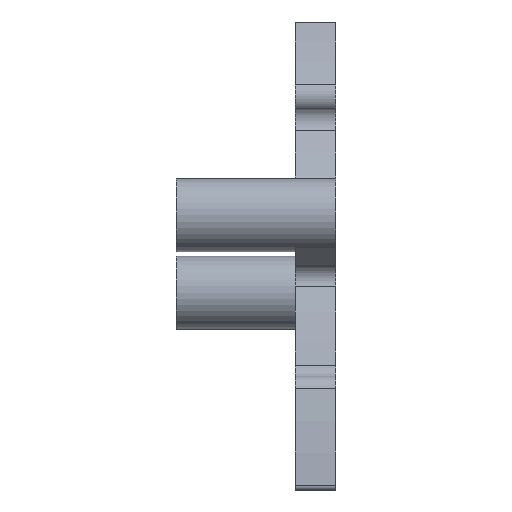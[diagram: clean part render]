
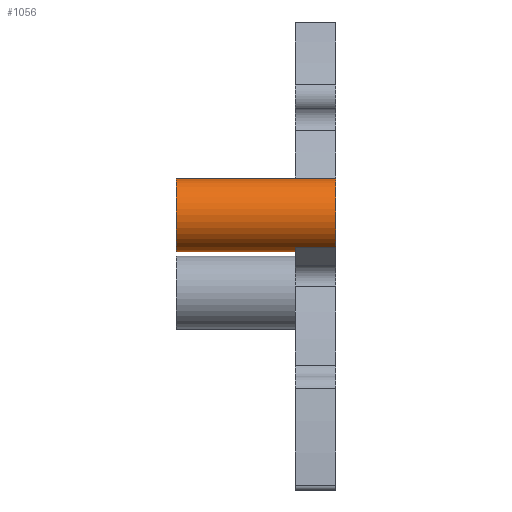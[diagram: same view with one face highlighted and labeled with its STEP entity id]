
A CAD part, left-side view. The second image highlights one B-rep face of the part: STEP entity #1056.
In plain terms, the highlighted cylindrical face has radius 4.5 mm (diameter 9 mm), a partial arc.
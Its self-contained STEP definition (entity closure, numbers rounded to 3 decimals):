
#101 = LINE ( 'NONE', #469, #1388 ) ;
#159 = DIRECTION ( 'NONE',  ( 0., -1., 0. ) ) ;
#161 = DIRECTION ( 'NONE',  ( 0., 0., 1. ) ) ;
#218 = EDGE_CURVE ( 'NONE', #1226, #1209, #516, .T. ) ;
#236 = EDGE_CURVE ( 'NONE', #1116, #616, #500, .T. ) ;
#266 = CARTESIAN_POINT ( 'NONE',  ( -91.989, 8.868, 160.103 ) ) ;
#277 = CARTESIAN_POINT ( 'NONE',  ( -91.989, 23.468, 160.103 ) ) ;
#306 = CARTESIAN_POINT ( 'NONE',  ( -91.989, 23.468, 155.603 ) ) ;
#319 = VERTEX_POINT ( 'NONE', #1044 ) ;
#341 = ORIENTED_EDGE ( 'NONE', *, *, #773, .F. ) ;
#353 = EDGE_CURVE ( 'NONE', #319, #440, #101, .T. ) ;
#360 = CIRCLE ( 'NONE', #689, 4.5 ) ;
#380 = ORIENTED_EDGE ( 'NONE', *, *, #1451, .T. ) ;
#419 = CYLINDRICAL_SURFACE ( 'NONE', #461, 4.5 ) ;
#423 = DIRECTION ( 'NONE',  ( 0., 1., 0. ) ) ;
#439 = CARTESIAN_POINT ( 'NONE',  ( -91.989, 3.868, 164.603 ) ) ;
#440 = VERTEX_POINT ( 'NONE', #439 ) ;
#457 = ORIENTED_EDGE ( 'NONE', *, *, #1528, .T. ) ;
#461 = AXIS2_PLACEMENT_3D ( 'NONE', #913, #664, #899 ) ;
#469 = CARTESIAN_POINT ( 'NONE',  ( -91.989, 8.868, 164.603 ) ) ;
#500 = LINE ( 'NONE', #1224, #734 ) ;
#516 = LINE ( 'NONE', #1338, #1206 ) ;
#546 = CARTESIAN_POINT ( 'NONE',  ( -91.989, 3.868, 160.103 ) ) ;
#585 = CARTESIAN_POINT ( 'NONE',  ( -94.239, 8.868, 156.206 ) ) ;
#614 = DIRECTION ( 'NONE',  ( 0., 0., 1. ) ) ;
#616 = VERTEX_POINT ( 'NONE', #952 ) ;
#664 = DIRECTION ( 'NONE',  ( 0., -1., 0. ) ) ;
#689 = AXIS2_PLACEMENT_3D ( 'NONE', #546, #898, #1476 ) ;
#702 = DIRECTION ( 'NONE',  ( 0., -1., 0. ) ) ;
#725 = DIRECTION ( 'NONE',  ( 0., -1., 0. ) ) ;
#734 = VECTOR ( 'NONE', #159, 1000. ) ;
#744 = DIRECTION ( 'NONE',  ( 0., 1., 0. ) ) ;
#773 = EDGE_CURVE ( 'NONE', #1116, #319, #808, .T. ) ;
#808 = CIRCLE ( 'NONE', #959, 4.5 ) ;
#892 = ORIENTED_EDGE ( 'NONE', *, *, #236, .T. ) ;
#898 = DIRECTION ( 'NONE',  ( 0., 1., 0. ) ) ;
#899 = DIRECTION ( 'NONE',  ( 0., 0., -1. ) ) ;
#913 = CARTESIAN_POINT ( 'NONE',  ( -91.989, 8.868, 160.103 ) ) ;
#938 = EDGE_LOOP ( 'NONE', ( #1187, #341, #892, #380, #1408, #457 ) ) ;
#952 = CARTESIAN_POINT ( 'NONE',  ( -91.989, 8.868, 155.603 ) ) ;
#959 = AXIS2_PLACEMENT_3D ( 'NONE', #277, #423, #161 ) ;
#1008 = CIRCLE ( 'NONE', #1051, 4.5 ) ;
#1043 = CARTESIAN_POINT ( 'NONE',  ( -94.239, 3.868, 156.206 ) ) ;
#1044 = CARTESIAN_POINT ( 'NONE',  ( -91.989, 23.468, 164.603 ) ) ;
#1051 = AXIS2_PLACEMENT_3D ( 'NONE', #266, #744, #614 ) ;
#1056 = ADVANCED_FACE ( 'NONE', ( #1129 ), #419, .T. ) ;
#1116 = VERTEX_POINT ( 'NONE', #306 ) ;
#1129 = FACE_OUTER_BOUND ( 'NONE', #938, .T. ) ;
#1187 = ORIENTED_EDGE ( 'NONE', *, *, #353, .F. ) ;
#1206 = VECTOR ( 'NONE', #725, 1000. ) ;
#1209 = VERTEX_POINT ( 'NONE', #1043 ) ;
#1224 = CARTESIAN_POINT ( 'NONE',  ( -91.989, 8.868, 155.603 ) ) ;
#1226 = VERTEX_POINT ( 'NONE', #585 ) ;
#1338 = CARTESIAN_POINT ( 'NONE',  ( -94.239, 8.868, 156.206 ) ) ;
#1388 = VECTOR ( 'NONE', #702, 1000. ) ;
#1408 = ORIENTED_EDGE ( 'NONE', *, *, #218, .T. ) ;
#1451 = EDGE_CURVE ( 'NONE', #616, #1226, #1008, .T. ) ;
#1476 = DIRECTION ( 'NONE',  ( 0., 0., -1. ) ) ;
#1528 = EDGE_CURVE ( 'NONE', #1209, #440, #360, .T. ) ;
